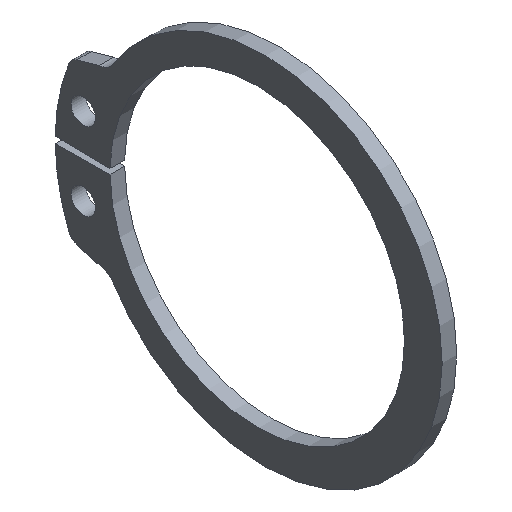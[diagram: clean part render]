
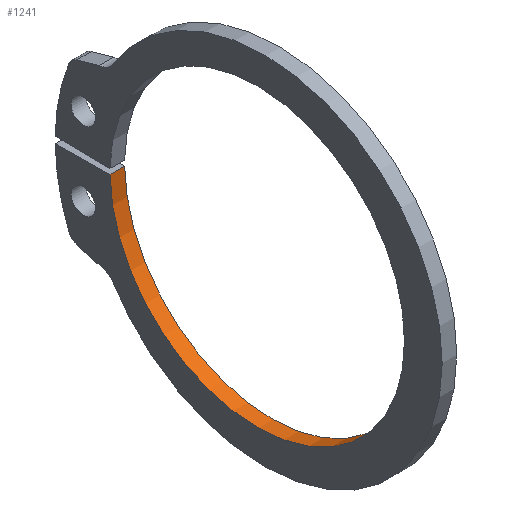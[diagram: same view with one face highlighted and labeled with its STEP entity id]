
A CAD part, isometric view. The second image highlights one B-rep face of the part: STEP entity #1241.
In plain terms, the highlighted cylindrical face has radius 12.1 mm (diameter 24.2 mm), a partial arc.
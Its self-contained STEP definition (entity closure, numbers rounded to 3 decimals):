
#45 = PLANE('',#46);
#46 = AXIS2_PLACEMENT_3D('',#47,#48,#49);
#47 = CARTESIAN_POINT('',(0.6,1.046,0.));
#48 = DIRECTION('',(1.,0.,0.));
#49 = DIRECTION('',(0.,1.,0.));
#102 = PLANE('',#103);
#103 = AXIS2_PLACEMENT_3D('',#104,#105,#106);
#104 = CARTESIAN_POINT('',(1.8,1.046,0.));
#105 = DIRECTION('',(1.,0.,0.));
#106 = DIRECTION('',(0.,1.,0.));
#179 = VERTEX_POINT('',#180);
#180 = CARTESIAN_POINT('',(0.6,12.098,-0.21));
#194 = PLANE('',#195);
#195 = AXIS2_PLACEMENT_3D('',#196,#197,#198);
#196 = CARTESIAN_POINT('',(0.6,12.098,-0.21));
#197 = DIRECTION('',(0.,-0.014,
    -1.));
#198 = DIRECTION('',(0.,-1.,
    0.014));
#206 = EDGE_CURVE('',#179,#207,#209,.T.);
#207 = VERTEX_POINT('',#208);
#208 = CARTESIAN_POINT('',(0.6,-12.101,0.));
#209 = SURFACE_CURVE('',#210,(#215,#226),.PCURVE_S1.);
#210 = CIRCLE('',#211,12.1);
#211 = AXIS2_PLACEMENT_3D('',#212,#213,#214);
#212 = CARTESIAN_POINT('',(0.6,-0.001,-0.053)
  );
#213 = DIRECTION('',(-1.,0.,0.));
#214 = DIRECTION('',(0.,1.,0.));
#215 = PCURVE('',#45,#216);
#216 = DEFINITIONAL_REPRESENTATION('',(#217),#225);
#217 = ( BOUNDED_CURVE() B_SPLINE_CURVE(2,(#218,#219,#220,#221,#222,#223
,#224),.UNSPECIFIED.,.F.,.F.) B_SPLINE_CURVE_WITH_KNOTS((1,2,2,2,2,1),(
    -2.094,0.,2.094,4.189,6.283,
8.378),.UNSPECIFIED.) CURVE() GEOMETRIC_REPRESENTATION_ITEM() 
RATIONAL_B_SPLINE_CURVE((1.,0.5,1.,0.5,1.,0.5,1.)) REPRESENTATION_ITEM(
  '') );
#218 = CARTESIAN_POINT('',(11.052,-0.053));
#219 = CARTESIAN_POINT('',(11.052,-21.011));
#220 = CARTESIAN_POINT('',(-7.098,-10.532));
#221 = CARTESIAN_POINT('',(-25.248,-0.053));
#222 = CARTESIAN_POINT('',(-7.098,10.426));
#223 = CARTESIAN_POINT('',(11.052,20.905));
#224 = CARTESIAN_POINT('',(11.052,-0.053));
#225 = ( GEOMETRIC_REPRESENTATION_CONTEXT(2) 
PARAMETRIC_REPRESENTATION_CONTEXT() REPRESENTATION_CONTEXT('2D SPACE',''
  ) );
#226 = PCURVE('',#227,#232);
#227 = CYLINDRICAL_SURFACE('',#228,12.1);
#228 = AXIS2_PLACEMENT_3D('',#229,#230,#231);
#229 = CARTESIAN_POINT('',(0.6,-0.001,-0.053)
  );
#230 = DIRECTION('',(-1.,0.,0.));
#231 = DIRECTION('',(0.,1.,0.));
#232 = DEFINITIONAL_REPRESENTATION('',(#233),#237);
#233 = LINE('',#234,#235);
#234 = CARTESIAN_POINT('',(0.,0.));
#235 = VECTOR('',#236,1.);
#236 = DIRECTION('',(1.,0.));
#237 = ( GEOMETRIC_REPRESENTATION_CONTEXT(2) 
PARAMETRIC_REPRESENTATION_CONTEXT() REPRESENTATION_CONTEXT('2D SPACE',''
  ) );
#256 = CYLINDRICAL_SURFACE('',#257,12.1);
#257 = AXIS2_PLACEMENT_3D('',#258,#259,#260);
#258 = CARTESIAN_POINT('',(0.6,-0.001,0.053));
#259 = DIRECTION('',(-1.,0.,0.));
#260 = DIRECTION('',(0.,1.,0.));
#985 = VERTEX_POINT('',#986);
#986 = CARTESIAN_POINT('',(1.8,12.098,-0.21));
#1007 = EDGE_CURVE('',#985,#1008,#1010,.T.);
#1008 = VERTEX_POINT('',#1009);
#1009 = CARTESIAN_POINT('',(1.8,-12.101,0.));
#1010 = SURFACE_CURVE('',#1011,(#1016,#1027),.PCURVE_S1.);
#1011 = CIRCLE('',#1012,12.1);
#1012 = AXIS2_PLACEMENT_3D('',#1013,#1014,#1015);
#1013 = CARTESIAN_POINT('',(1.8,-0.001,-0.053)
  );
#1014 = DIRECTION('',(-1.,0.,0.));
#1015 = DIRECTION('',(0.,1.,0.));
#1016 = PCURVE('',#102,#1017);
#1017 = DEFINITIONAL_REPRESENTATION('',(#1018),#1026);
#1018 = ( BOUNDED_CURVE() B_SPLINE_CURVE(2,(#1019,#1020,#1021,#1022,
#1023,#1024,#1025),.UNSPECIFIED.,.F.,.F.) B_SPLINE_CURVE_WITH_KNOTS((1,2
    ,2,2,2,1),(-2.094,0.,2.094,4.189,
6.283,8.378),.UNSPECIFIED.) CURVE() 
GEOMETRIC_REPRESENTATION_ITEM() RATIONAL_B_SPLINE_CURVE((1.,0.5,1.,0.5,
1.,0.5,1.)) REPRESENTATION_ITEM('') );
#1019 = CARTESIAN_POINT('',(11.052,-0.053));
#1020 = CARTESIAN_POINT('',(11.052,-21.011));
#1021 = CARTESIAN_POINT('',(-7.098,-10.532));
#1022 = CARTESIAN_POINT('',(-25.248,-0.053));
#1023 = CARTESIAN_POINT('',(-7.098,10.426));
#1024 = CARTESIAN_POINT('',(11.052,20.905));
#1025 = CARTESIAN_POINT('',(11.052,-0.053));
#1026 = ( GEOMETRIC_REPRESENTATION_CONTEXT(2) 
PARAMETRIC_REPRESENTATION_CONTEXT() REPRESENTATION_CONTEXT('2D SPACE',''
  ) );
#1027 = PCURVE('',#227,#1028);
#1028 = DEFINITIONAL_REPRESENTATION('',(#1029),#1033);
#1029 = LINE('',#1030,#1031);
#1030 = CARTESIAN_POINT('',(0.,-1.2));
#1031 = VECTOR('',#1032,1.);
#1032 = DIRECTION('',(1.,0.));
#1033 = ( GEOMETRIC_REPRESENTATION_CONTEXT(2) 
PARAMETRIC_REPRESENTATION_CONTEXT() REPRESENTATION_CONTEXT('2D SPACE',''
  ) );
#1191 = EDGE_CURVE('',#179,#985,#1192,.T.);
#1192 = SURFACE_CURVE('',#1193,(#1197,#1204),.PCURVE_S1.);
#1193 = LINE('',#1194,#1195);
#1194 = CARTESIAN_POINT('',(0.6,12.098,-0.21));
#1195 = VECTOR('',#1196,1.);
#1196 = DIRECTION('',(1.,0.,0.));
#1197 = PCURVE('',#194,#1198);
#1198 = DEFINITIONAL_REPRESENTATION('',(#1199),#1203);
#1199 = LINE('',#1200,#1201);
#1200 = CARTESIAN_POINT('',(0.,0.));
#1201 = VECTOR('',#1202,1.);
#1202 = DIRECTION('',(0.,-1.));
#1203 = ( GEOMETRIC_REPRESENTATION_CONTEXT(2) 
PARAMETRIC_REPRESENTATION_CONTEXT() REPRESENTATION_CONTEXT('2D SPACE',''
  ) );
#1204 = PCURVE('',#227,#1205);
#1205 = DEFINITIONAL_REPRESENTATION('',(#1206),#1210);
#1206 = LINE('',#1207,#1208);
#1207 = CARTESIAN_POINT('',(0.013,0.));
#1208 = VECTOR('',#1209,1.);
#1209 = DIRECTION('',(0.,-1.));
#1210 = ( GEOMETRIC_REPRESENTATION_CONTEXT(2) 
PARAMETRIC_REPRESENTATION_CONTEXT() REPRESENTATION_CONTEXT('2D SPACE',''
  ) );
#1241 = ADVANCED_FACE('',(#1242),#227,.F.);
#1242 = FACE_BOUND('',#1243,.F.);
#1243 = EDGE_LOOP('',(#1244,#1245,#1246,#1267));
#1244 = ORIENTED_EDGE('',*,*,#1191,.T.);
#1245 = ORIENTED_EDGE('',*,*,#1007,.T.);
#1246 = ORIENTED_EDGE('',*,*,#1247,.F.);
#1247 = EDGE_CURVE('',#207,#1008,#1248,.T.);
#1248 = SURFACE_CURVE('',#1249,(#1253,#1260),.PCURVE_S1.);
#1249 = LINE('',#1250,#1251);
#1250 = CARTESIAN_POINT('',(0.6,-12.101,0.));
#1251 = VECTOR('',#1252,1.);
#1252 = DIRECTION('',(1.,0.,0.));
#1253 = PCURVE('',#227,#1254);
#1254 = DEFINITIONAL_REPRESENTATION('',(#1255),#1259);
#1255 = LINE('',#1256,#1257);
#1256 = CARTESIAN_POINT('',(3.146,0.));
#1257 = VECTOR('',#1258,1.);
#1258 = DIRECTION('',(0.,-1.));
#1259 = ( GEOMETRIC_REPRESENTATION_CONTEXT(2) 
PARAMETRIC_REPRESENTATION_CONTEXT() REPRESENTATION_CONTEXT('2D SPACE',''
  ) );
#1260 = PCURVE('',#256,#1261);
#1261 = DEFINITIONAL_REPRESENTATION('',(#1262),#1266);
#1262 = LINE('',#1263,#1264);
#1263 = CARTESIAN_POINT('',(-3.146,0.));
#1264 = VECTOR('',#1265,1.);
#1265 = DIRECTION('',(-0.,-1.));
#1266 = ( GEOMETRIC_REPRESENTATION_CONTEXT(2) 
PARAMETRIC_REPRESENTATION_CONTEXT() REPRESENTATION_CONTEXT('2D SPACE',''
  ) );
#1267 = ORIENTED_EDGE('',*,*,#206,.F.);
